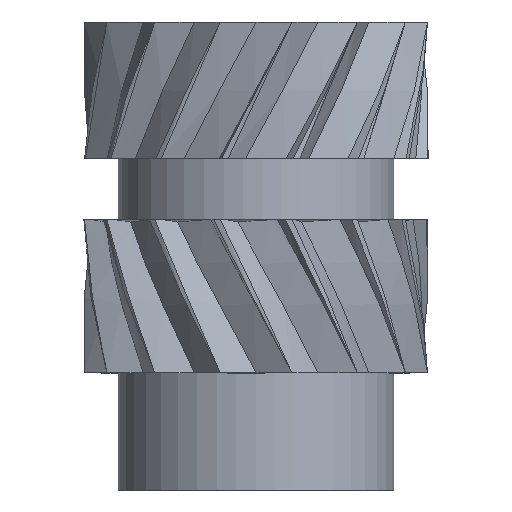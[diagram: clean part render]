
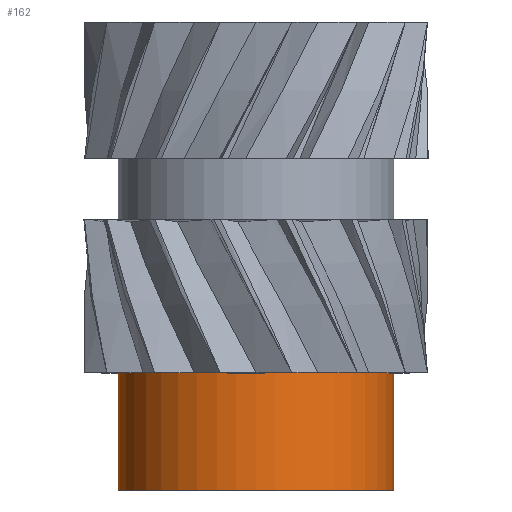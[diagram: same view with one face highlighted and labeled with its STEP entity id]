
A CAD part, front view. The second image highlights one B-rep face of the part: STEP entity #162.
In plain terms, the highlighted free-form (B-spline) face has degree [1, 2] with [2, 9] control points.
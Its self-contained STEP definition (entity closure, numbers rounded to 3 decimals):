
#162=ADVANCED_FACE('',(#343),#2757,.T.);
#343=FACE_OUTER_BOUND('',#520,.T.);
#520=EDGE_LOOP('',(#1102,#1103,#1104,#1105));
#1102=ORIENTED_EDGE('',*,*,#1652,.T.);
#1103=ORIENTED_EDGE('',*,*,#1653,.T.);
#1104=ORIENTED_EDGE('',*,*,#1652,.F.);
#1105=ORIENTED_EDGE('',*,*,#1651,.F.);
#1651=EDGE_CURVE('',#2507,#2507,#1918,.T.);
#1652=EDGE_CURVE('',#2507,#2506,#1919,.T.);
#1653=EDGE_CURVE('',#2506,#2506,#1920,.T.);
#1918=(
BOUNDED_CURVE()
B_SPLINE_CURVE(2,(#9000,#9001,#9002,#9003,#9004,#9005,#9006,#9007,#9008),
 .UNSPECIFIED.,.T.,.F.)
B_SPLINE_CURVE_WITH_KNOTS((3,2,2,2,3),(25.133,28.274,
31.416,34.558,37.699),.UNSPECIFIED.)
CURVE()
GEOMETRIC_REPRESENTATION_ITEM()
RATIONAL_B_SPLINE_CURVE((1.,0.707,1.,0.707,1.,0.707,
1.,0.707,1.))
REPRESENTATION_ITEM('')
);
#1919=(
BOUNDED_CURVE()
B_SPLINE_CURVE(1,(#9009,#9010),.UNSPECIFIED.,.F.,.F.)
B_SPLINE_CURVE_WITH_KNOTS((2,2),(0.,6.),.UNSPECIFIED.)
CURVE()
GEOMETRIC_REPRESENTATION_ITEM()
RATIONAL_B_SPLINE_CURVE((1.,1.))
REPRESENTATION_ITEM('')
);
#1920=(
BOUNDED_CURVE()
B_SPLINE_CURVE(2,(#9011,#9012,#9013,#9014,#9015,#9016,#9017,#9018,#9019),
 .UNSPECIFIED.,.T.,.F.)
B_SPLINE_CURVE_WITH_KNOTS((3,2,2,2,3),(25.133,28.274,
31.416,34.558,37.699),.UNSPECIFIED.)
CURVE()
GEOMETRIC_REPRESENTATION_ITEM()
RATIONAL_B_SPLINE_CURVE((1.,0.707,1.,0.707,1.,0.707,
1.,0.707,1.))
REPRESENTATION_ITEM('')
);
#2506=VERTEX_POINT('',#7610);
#2507=VERTEX_POINT('',#7611);
#2757=(
BOUNDED_SURFACE()
B_SPLINE_SURFACE(1,2,((#4167,#4168,#4169,#4170,#4171,#4172,#4173,#4174,
#4175),(#4176,#4177,#4178,#4179,#4180,#4181,#4182,#4183,#4184)),
 .UNSPECIFIED.,.F.,.F.,.F.)
B_SPLINE_SURFACE_WITH_KNOTS((2,2),(3,2,2,2,3),(0.,6.),(25.133,
28.274,31.416,34.558,37.699),
 .UNSPECIFIED.)
GEOMETRIC_REPRESENTATION_ITEM()
RATIONAL_B_SPLINE_SURFACE(((1.,0.707,1.,0.707,1.,
0.707,1.,0.707,1.),(1.,0.707,1.,0.707,
1.,0.707,1.,0.707,1.)))
REPRESENTATION_ITEM('')
SURFACE()
);
#4167=CARTESIAN_POINT('',(2.8,0.,0.));
#4168=CARTESIAN_POINT('',(2.8,-2.8,0.));
#4169=CARTESIAN_POINT('',(0.,-2.8,0.));
#4170=CARTESIAN_POINT('',(-2.8,-2.8,0.));
#4171=CARTESIAN_POINT('',(-2.8,0.,0.));
#4172=CARTESIAN_POINT('',(-2.8,2.8,0.));
#4173=CARTESIAN_POINT('',(0.,2.8,0.));
#4174=CARTESIAN_POINT('',(2.8,2.8,0.));
#4175=CARTESIAN_POINT('',(2.8,0.,0.));
#4176=CARTESIAN_POINT('',(2.8,0.,2.375));
#4177=CARTESIAN_POINT('',(2.8,-2.8,2.375));
#4178=CARTESIAN_POINT('',(0.,-2.8,2.375));
#4179=CARTESIAN_POINT('',(-2.8,-2.8,2.375));
#4180=CARTESIAN_POINT('',(-2.8,0.,2.375));
#4181=CARTESIAN_POINT('',(-2.8,2.8,2.375));
#4182=CARTESIAN_POINT('',(0.,2.8,2.375));
#4183=CARTESIAN_POINT('',(2.8,2.8,2.375));
#4184=CARTESIAN_POINT('',(2.8,0.,2.375));
#7610=CARTESIAN_POINT('',(2.8,0.,2.375));
#7611=CARTESIAN_POINT('',(2.8,0.,0.));
#9000=CARTESIAN_POINT('',(2.8,0.,0.));
#9001=CARTESIAN_POINT('',(2.8,-2.8,0.));
#9002=CARTESIAN_POINT('',(0.,-2.8,0.));
#9003=CARTESIAN_POINT('',(-2.8,-2.8,0.));
#9004=CARTESIAN_POINT('',(-2.8,0.,0.));
#9005=CARTESIAN_POINT('',(-2.8,2.8,0.));
#9006=CARTESIAN_POINT('',(0.,2.8,0.));
#9007=CARTESIAN_POINT('',(2.8,2.8,0.));
#9008=CARTESIAN_POINT('',(2.8,0.,0.));
#9009=CARTESIAN_POINT('',(2.8,0.,0.));
#9010=CARTESIAN_POINT('',(2.8,0.,2.375));
#9011=CARTESIAN_POINT('',(2.8,0.,2.375));
#9012=CARTESIAN_POINT('',(2.8,-2.8,2.375));
#9013=CARTESIAN_POINT('',(0.,-2.8,2.375));
#9014=CARTESIAN_POINT('',(-2.8,-2.8,2.375));
#9015=CARTESIAN_POINT('',(-2.8,0.,2.375));
#9016=CARTESIAN_POINT('',(-2.8,2.8,2.375));
#9017=CARTESIAN_POINT('',(0.,2.8,2.375));
#9018=CARTESIAN_POINT('',(2.8,2.8,2.375));
#9019=CARTESIAN_POINT('',(2.8,0.,2.375));
